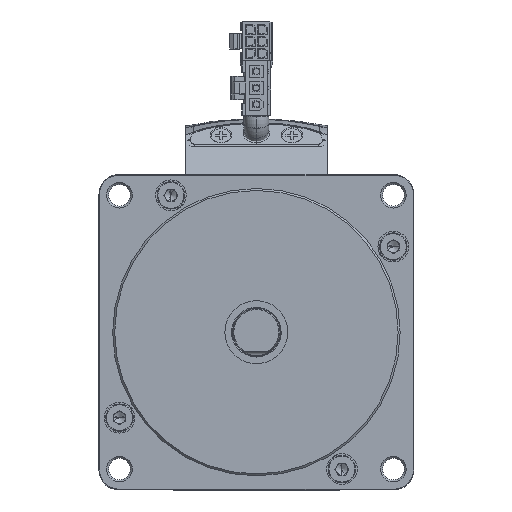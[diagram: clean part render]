
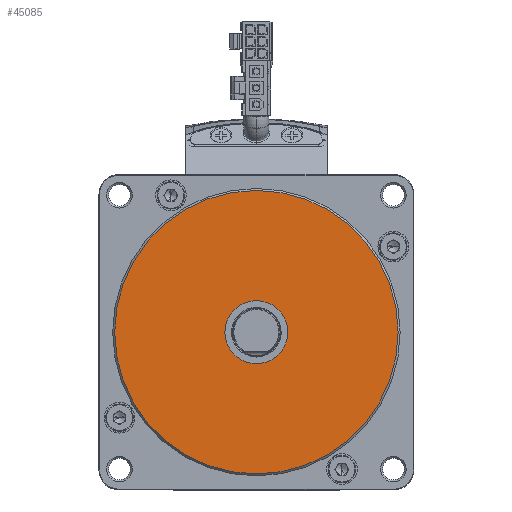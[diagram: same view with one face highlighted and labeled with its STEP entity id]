
A CAD part, top view. The second image highlights one B-rep face of the part: STEP entity #45085.
In plain terms, the highlighted face is planar.
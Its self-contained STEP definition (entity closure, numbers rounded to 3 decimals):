
#42613=CARTESIAN_POINT('',(0.,0.,0.));
#42614=DIRECTION('',(0.,1.,0.));
#42615=DIRECTION('',(0.,0.,1.));
#42616=AXIS2_PLACEMENT_3D('',#42613,#42614,#42615);
#42618=CARTESIAN_POINT('',(0.,0.,0.));
#42619=DIRECTION('',(0.,1.,0.));
#42620=DIRECTION('',(0.,0.,-1.));
#42621=AXIS2_PLACEMENT_3D('',#42618,#42619,#42620);
#42623=CARTESIAN_POINT('',(0.,0.,0.));
#42624=DIRECTION('',(0.,-1.,0.));
#42625=DIRECTION('',(0.,0.,-1.));
#42626=AXIS2_PLACEMENT_3D('',#42623,#42624,#42625);
#42628=CARTESIAN_POINT('',(0.,0.,0.));
#42629=DIRECTION('',(0.,-1.,0.));
#42630=DIRECTION('',(0.,0.,1.));
#42631=AXIS2_PLACEMENT_3D('',#42628,#42629,#42630);
#44564=CARTESIAN_POINT('',(0.,0.,36.));
#44565=CARTESIAN_POINT('',(0.,0.,-36.));
#44566=VERTEX_POINT('',#44564);
#44567=VERTEX_POINT('',#44565);
#44572=CARTESIAN_POINT('',(0.,0.,-8.));
#44573=CARTESIAN_POINT('',(0.,0.,8.));
#44574=VERTEX_POINT('',#44572);
#44575=VERTEX_POINT('',#44573);
#45069=CARTESIAN_POINT('',(0.,0.,8.));
#45070=DIRECTION('',(0.,-1.,0.));
#45071=DIRECTION('',(0.,0.,-1.));
#45072=AXIS2_PLACEMENT_3D('',#45069,#45070,#45071);
#45073=PLANE('',#45072);
#45074=ORIENTED_EDGE('',*,*,#45058,.T.);
#45076=ORIENTED_EDGE('',*,*,#45075,.T.);
#45077=EDGE_LOOP('',(#45074,#45076));
#45078=FACE_OUTER_BOUND('',#45077,.F.);
#45080=ORIENTED_EDGE('',*,*,#45079,.T.);
#45082=ORIENTED_EDGE('',*,*,#45081,.T.);
#45083=EDGE_LOOP('',(#45080,#45082));
#45084=FACE_BOUND('',#45083,.F.);
#45085=ADVANCED_FACE('',(#45078,#45084),#45073,.T.);
#42617=CIRCLE('',#42616,36.);
#42622=CIRCLE('',#42621,36.);
#42627=CIRCLE('',#42626,8.);
#42632=CIRCLE('',#42631,8.);
#45058=EDGE_CURVE('',#44566,#44567,#42617,.T.);
#45075=EDGE_CURVE('',#44567,#44566,#42622,.T.);
#45079=EDGE_CURVE('',#44574,#44575,#42627,.T.);
#45081=EDGE_CURVE('',#44575,#44574,#42632,.T.);
